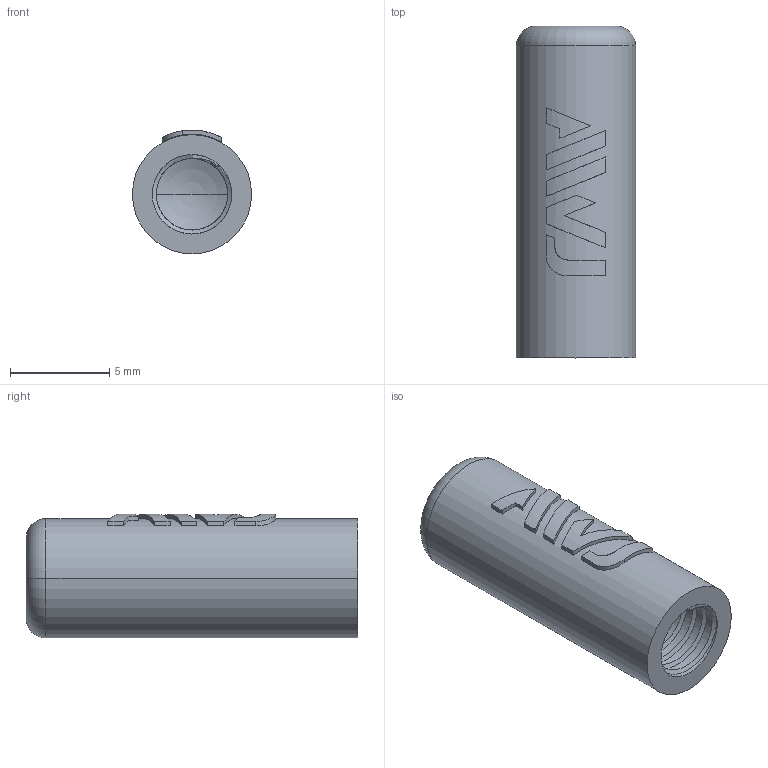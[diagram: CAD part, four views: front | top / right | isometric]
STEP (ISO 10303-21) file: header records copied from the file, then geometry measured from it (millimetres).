
FILE_DESCRIPTION(('STEP AP203'),'1');
FILE_NAME('M4.step','2023-04-10T10:35:30',(' '),(' '),'Spatial InterOp 3D',' ',' ');
FILE_SCHEMA(('CONFIG_CONTROL_DESIGN'));
Length unit declared in the file: millimetre
Products named in the file (1): 1
Bounding box: 6 x 16.7 x 6.23 mm (x, y, z)
Volume: 285.5 mm3; surface area: 767 mm2
Topology: 7 solids, 7 shells, 398 faces, 1608 edges, 1223 vertices
Faces by surface type: bspline 253, cylinder 68, plane 65, torus 11, extrusion 1
Entity records: 21062 total; most frequent: CARTESIAN_POINT 9659, ORIENTED_EDGE 3212, EDGE_CURVE 1606, VERTEX_POINT 1231, DIRECTION 1171, B_SPLINE_CURVE_WITH_KNOTS 865, VECTOR 617, LINE 616
